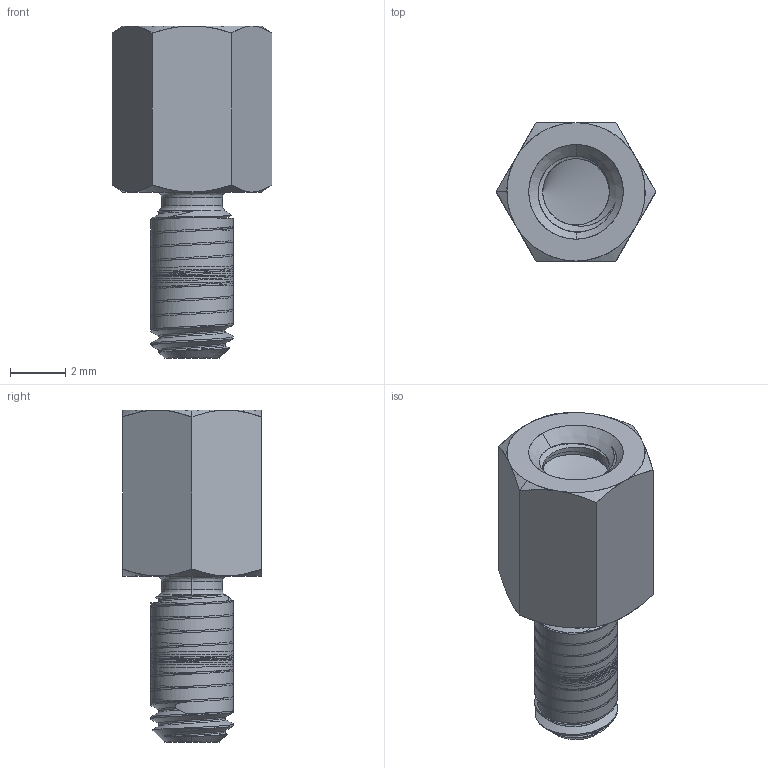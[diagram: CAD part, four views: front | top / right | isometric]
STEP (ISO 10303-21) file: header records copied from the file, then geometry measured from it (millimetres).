
FILE_DESCRIPTION (( 'STEP AP214' ), '1' );
FILE_NAME ('User Library-Male - Female Hexagonal Threaded Standoffs; length 6mm; key 5mm; M3x4mm and M3x6mm.STEP', '2014-05-22T09:32:56', ( 'Windows User' ), ( '' ), 'SwSTEP 2.0', 'SolidWorks 2014', '' );
FILE_SCHEMA (( 'AUTOMOTIVE_DESIGN' ));
Length unit declared in the file: millimetre
Products named in the file (1): User Library-Male - Female Hexagonal Threaded Standoffs; length 6mm; key 5mm; M3x4mm and M3x6mm
Bounding box: 5.77 x 5 x 12 mm (x, y, z)
Surface area: 415.3 mm2 (no closed solid volume)
Topology: 0 solids, 41 shells, 55 faces, 237 edges, 210 vertices
Faces by surface type: cone 22, cylinder 12, plane 11, bspline 10
Full cylindrical faces by diameter (mm): 2.4 x3
Entity records: 11781 total; most frequent: CARTESIAN_POINT 9858, ORIENTED_EDGE 225, EDGE_CURVE 209, DIRECTION 201, VERTEX_POINT 193, B_SPLINE_CURVE_WITH_KNOTS 131, AXIS2_PLACEMENT_3D 85, EDGE_LOOP 50
